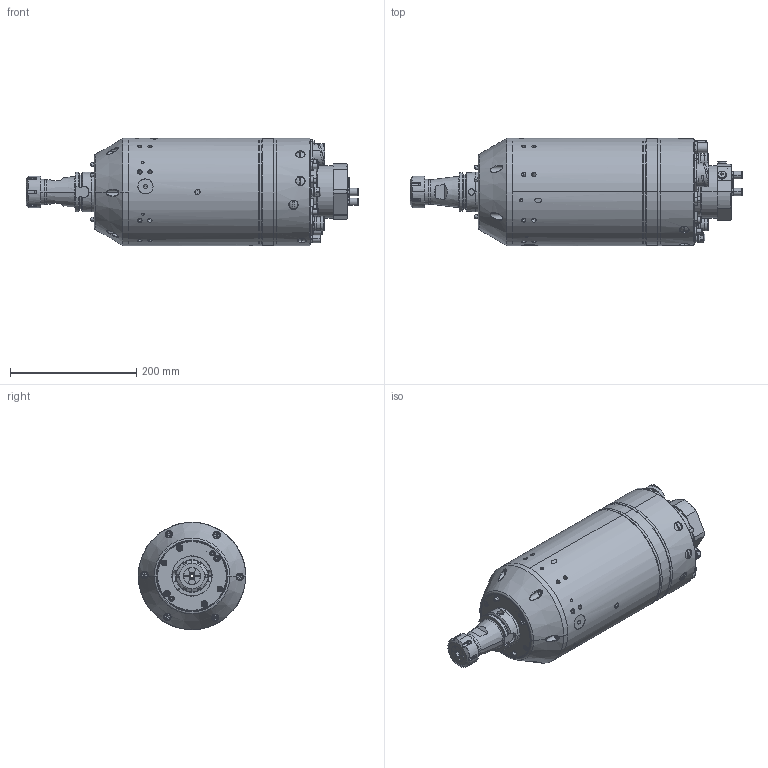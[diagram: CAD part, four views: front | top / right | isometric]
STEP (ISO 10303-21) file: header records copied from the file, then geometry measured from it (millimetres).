
FILE_DESCRIPTION (( 'STEP AP203' ), '1' );
FILE_NAME ('170AI22HK-03-.STEP', '2013-06-18T09:15:41', ( '' ), ( '' ), 'SwSTEP 2.0', 'SolidWorks 2012', '' );
FILE_SCHEMA (( 'CONFIG_CONTROL_DESIGN' ));
Products named in the file (1): 170AI22HK-03-
Bounding box: 526.13 x 170 x 170 mm (x, y, z)
Surface area: 345011 mm2 (no closed solid volume)
Topology: 0 solids, 142 shells, 1420 faces, 4342 edges, 3041 vertices
Faces by surface type: plane 586, cylinder 534, cone 138, torus 105, bspline 33, sphere 24
Entity records: 56007 total; most frequent: CARTESIAN_POINT 16947, DIRECTION 8640, ORIENTED_EDGE 6931, EDGE_CURVE 4258, AXIS2_PLACEMENT_3D 3325, VERTEX_POINT 3021, VECTOR 1990, LINE 1990
